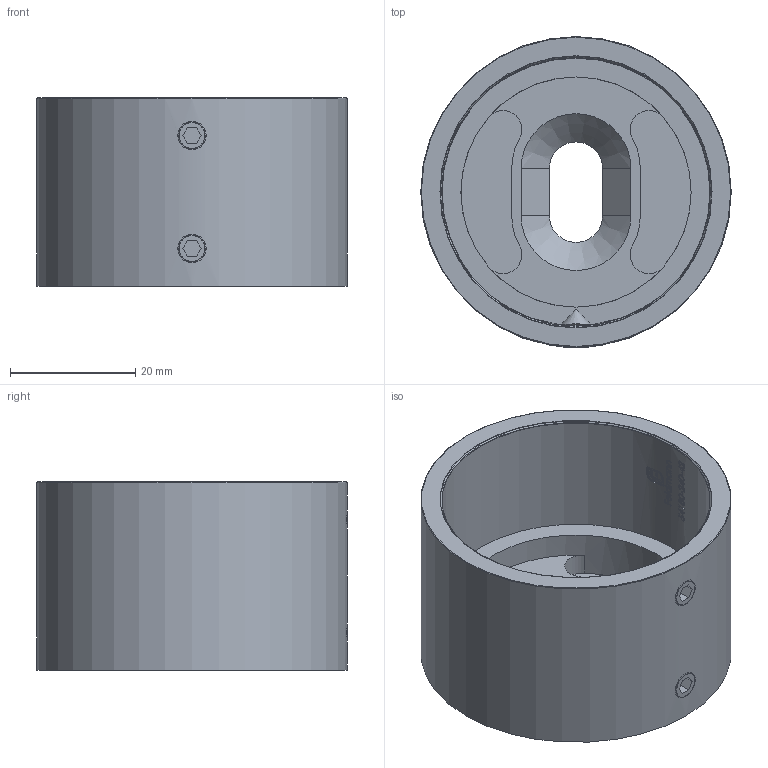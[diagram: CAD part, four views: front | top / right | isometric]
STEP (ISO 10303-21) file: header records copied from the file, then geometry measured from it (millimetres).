
FILE_DESCRIPTION (( 'STEP AP203' ), '1' );
FILE_NAME ('54180-240-42.step', '2021-11-11T12:51:32', ( '' ), ( '' ), 'SwSTEP 2.0', 'SolidWorks 2018', '' );
FILE_SCHEMA (( 'CONFIG_CONTROL_DESIGN' ));
Length unit declared in the file: millimetre
Products named in the file (8): 54180-240-XX Teil2_54180-240-42 Teil2; socket set screw cone point_din; 54180-240-42; 54180-240-XX Teil2; 54180-240-XX Teil1_54180-240-42 Teil1; 54180-240-XX Teil1; socket set screw cone point_din_DIN 914 - M5 x 6-S
Assembly tree (4 placements, depth 2):
  socket set screw cone point_din
  54180-240-42
    54180-240-XX Teil1_54180-240-42 Teil1
    54180-240-XX Teil2_54180-240-42 Teil2
    socket set screw cone point_din_DIN 914 - M5 x 6-S  x2
  54180-240-XX Teil2
  54180-240-XX Teil1
  socket set screw cone point_din
Bounding box: 49.5 x 49.5 x 30 mm (x, y, z)
Volume: 21083.5 mm3; surface area: 15134.3 mm2
Topology: 4 solids, 4 shells, 399 faces, 1029 edges, 673 vertices
Faces by surface type: plane 179, bspline 123, cylinder 60, cone 34, torus 3
Full cylindrical faces by diameter (mm): 4.2 x2, 5 x10, 36 x1, 36.7 x1, 40.7 x1, 42.7 x2, 42.8 x1, 49.5 x1
Entity records: 16727 total; most frequent: CARTESIAN_POINT 7767, ORIENTED_EDGE 1852, DIRECTION 1354, EDGE_CURVE 926, VERTEX_POINT 630, LINE 454, VECTOR 454, AXIS2_PLACEMENT_3D 450
